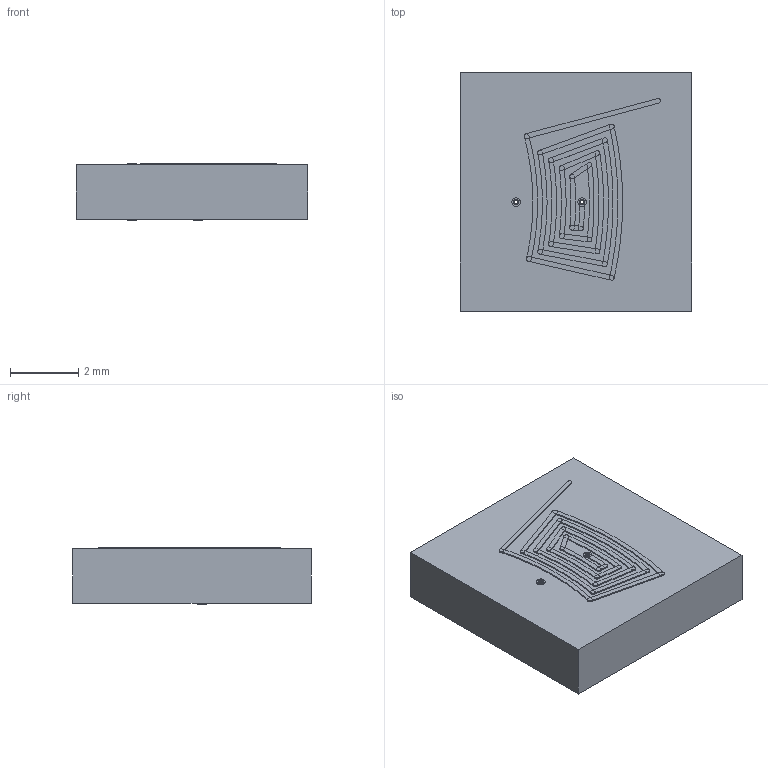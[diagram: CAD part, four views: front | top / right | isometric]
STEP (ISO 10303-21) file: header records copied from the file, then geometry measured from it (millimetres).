
FILE_DESCRIPTION(('KiCad electronic assembly'),'2;1');
FILE_NAME('AxialMotorSingleSpool.step','2026-01-11T16:34:15',('Pcbnew'), ('Kicad'),'Open CASCADE STEP processor 7.8','KiCad to STEP converter', 'Unknown');
FILE_SCHEMA(('AUTOMOTIVE_DESIGN { 1 0 10303 214 1 1 1 1 }'));
Length unit declared in the file: millimetre
Products named in the file (28): AxialMotorSingleSpool 1; _autosave-AxialMotor_track_1; _autosave-AxialMotor_track_2; _autosave-AxialMotor_track_3; _autosave-AxialMotor_track_4; _autosave-AxialMotor_track_5; _autosave-AxialMotor_track_6; _autosave-AxialMotor_track_7; _autosave-AxialMotor_track_8; _autosave-AxialMotor_track_9; _autosave-AxialMotor_track_10; _autosave-AxialMotor_track_11; _autosave-AxialMotor_track_12; _autosave-AxialMotor_track_13; _autosave-AxialMotor_track_14; _autosave-AxialMotor_track_15; _autosave-AxialMotor_track_16; _autosave-AxialMotor_track_17; _autosave-AxialMotor_track_18; _autosave-AxialMotor_track_19; _autosave-AxialMotor_track_20; _autosave-AxialMotor_pad_1; _autosave-AxialMotor_pad_2; _autosave-AxialMotor_pad_3; _autosave-AxialMotor_pad_4; _autosave-AxialMotor_pad_5; _autosave-AxialMotor_pad_6; _autosave-AxialMotor_PCB
Assembly tree (27 placements, depth 2):
  AxialMotorSingleSpool 1
    _autosave-AxialMotor_track_1
    _autosave-AxialMotor_track_2
    _autosave-AxialMotor_track_3
    _autosave-AxialMotor_track_4
    _autosave-AxialMotor_track_5
    _autosave-AxialMotor_track_6
    _autosave-AxialMotor_track_7
    _autosave-AxialMotor_track_8
    _autosave-AxialMotor_track_9
    _autosave-AxialMotor_track_10
    _autosave-AxialMotor_track_11
    _autosave-AxialMotor_track_12
    _autosave-AxialMotor_track_13
    _autosave-AxialMotor_track_14
    _autosave-AxialMotor_track_15
    _autosave-AxialMotor_track_16
    _autosave-AxialMotor_track_17
    _autosave-AxialMotor_track_18
    _autosave-AxialMotor_track_19
    _autosave-AxialMotor_track_20
    _autosave-AxialMotor_pad_1
    _autosave-AxialMotor_pad_2
    _autosave-AxialMotor_pad_3
    _autosave-AxialMotor_pad_4
    _autosave-AxialMotor_pad_5
    _autosave-AxialMotor_pad_6
    _autosave-AxialMotor_PCB
Bounding box: 6.8 x 7 x 1.67 mm (x, y, z)
Volume: 76.4 mm3; surface area: 159.8 mm2
Topology: 27 solids, 27 shells, 362 faces, 924 edges, 616 vertices
Faces by surface type: plane 327, cylinder 35
Full cylindrical faces by diameter (mm): 0.1 x7, 0.15 x4, 0.25 x4
Entity records: 11476 total; most frequent: CARTESIAN_POINT 1930, ORIENTED_EDGE 1848, DIRECTION 1774, EDGE_CURVE 924, LINE 854, VECTOR 854, VERTEX_POINT 616, AXIS2_PLACEMENT_3D 460
